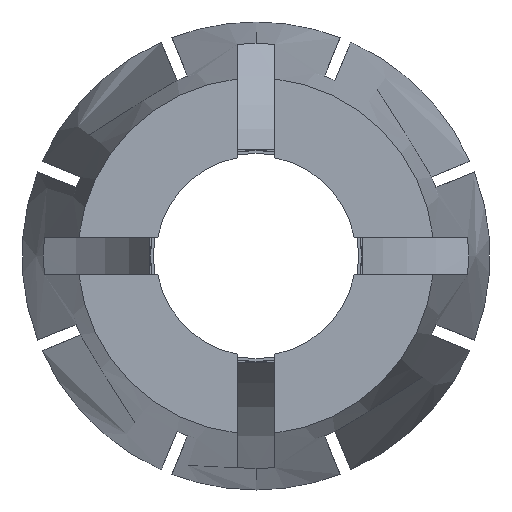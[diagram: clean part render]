
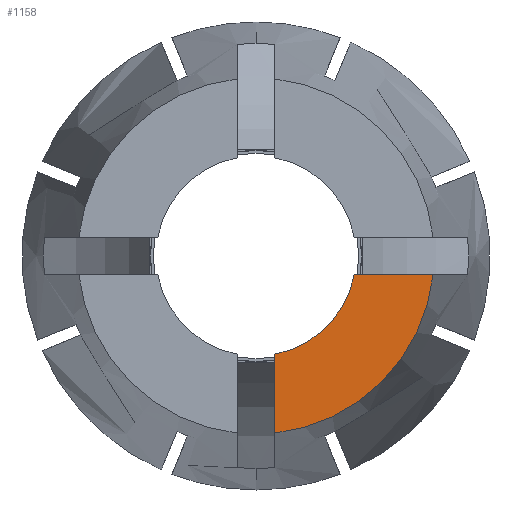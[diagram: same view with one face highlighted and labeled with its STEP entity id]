
A CAD part, left-side view. The second image highlights one B-rep face of the part: STEP entity #1158.
In plain terms, the highlighted planar face has unit normal (-1, 0, 0).
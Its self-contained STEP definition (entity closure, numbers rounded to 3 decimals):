
#37 = DIRECTION ( 'NONE',  ( 0., 0., 1. ) ) ;
#153 = CARTESIAN_POINT ( 'NONE',  ( -46., -8.603, -1.65 ) ) ;
#334 = DIRECTION ( 'NONE',  ( 0., -1., 0. ) ) ;
#384 = EDGE_CURVE ( 'NONE', #1374, #2483, #3511, .T. ) ;
#398 = CARTESIAN_POINT ( 'NONE',  ( -46., 0., 0. ) ) ;
#458 = LINE ( 'NONE', #2868, #2181 ) ;
#536 = CARTESIAN_POINT ( 'NONE',  ( -46., 0., 0. ) ) ;
#550 = LINE ( 'NONE', #3378, #3043 ) ;
#729 = DIRECTION ( 'NONE',  ( 0., 0., -1. ) ) ;
#866 = DIRECTION ( 'NONE',  ( 0., 0., -1. ) ) ;
#870 = CARTESIAN_POINT ( 'NONE',  ( -46., -15.508, -1.65 ) ) ;
#936 = AXIS2_PLACEMENT_3D ( 'NONE', #398, #2676, #729 ) ;
#953 = EDGE_LOOP ( 'NONE', ( #3479, #1639, #3654, #3385 ) ) ;
#1141 = CIRCLE ( 'NONE', #936, 15.595 ) ;
#1158 = ADVANCED_FACE ( 'NONE', ( #3924 ), #3591, .T. ) ;
#1308 = AXIS2_PLACEMENT_3D ( 'NONE', #1669, #1994, #37 ) ;
#1374 = VERTEX_POINT ( 'NONE', #153 ) ;
#1510 = VERTEX_POINT ( 'NONE', #870 ) ;
#1639 = ORIENTED_EDGE ( 'NONE', *, *, #3851, .T. ) ;
#1669 = CARTESIAN_POINT ( 'NONE',  ( -46., -15.595, 0. ) ) ;
#1670 = CARTESIAN_POINT ( 'NONE',  ( -46., -1.65, -15.508 ) ) ;
#1785 = EDGE_CURVE ( 'NONE', #1510, #4035, #1141, .T. ) ;
#1994 = DIRECTION ( 'NONE',  ( -1., 0., 0. ) ) ;
#2181 = VECTOR ( 'NONE', #334, 1000. ) ;
#2483 = VERTEX_POINT ( 'NONE', #4060 ) ;
#2676 = DIRECTION ( 'NONE',  ( 1., 0., 0. ) ) ;
#2740 = DIRECTION ( 'NONE',  ( 0., 0., -1. ) ) ;
#2817 = DIRECTION ( 'NONE',  ( 1., 0., 0. ) ) ;
#2868 = CARTESIAN_POINT ( 'NONE',  ( -46., -15.595, -1.65 ) ) ;
#3043 = VECTOR ( 'NONE', #2740, 1000. ) ;
#3333 = EDGE_CURVE ( 'NONE', #1374, #1510, #458, .T. ) ;
#3378 = CARTESIAN_POINT ( 'NONE',  ( -46., -1.65, 0. ) ) ;
#3385 = ORIENTED_EDGE ( 'NONE', *, *, #3333, .F. ) ;
#3479 = ORIENTED_EDGE ( 'NONE', *, *, #384, .T. ) ;
#3511 = CIRCLE ( 'NONE', #3857, 8.76 ) ;
#3591 = PLANE ( 'NONE',  #1308 ) ;
#3654 = ORIENTED_EDGE ( 'NONE', *, *, #1785, .F. ) ;
#3851 = EDGE_CURVE ( 'NONE', #2483, #4035, #550, .T. ) ;
#3857 = AXIS2_PLACEMENT_3D ( 'NONE', #536, #2817, #866 ) ;
#3924 = FACE_OUTER_BOUND ( 'NONE', #953, .T. ) ;
#4035 = VERTEX_POINT ( 'NONE', #1670 ) ;
#4060 = CARTESIAN_POINT ( 'NONE',  ( -46., -1.65, -8.603 ) ) ;
